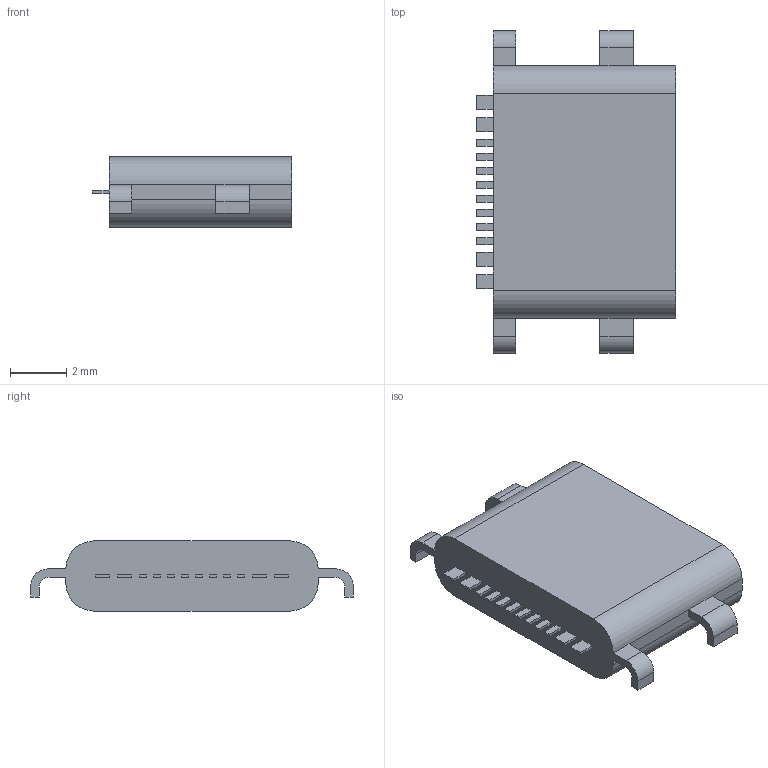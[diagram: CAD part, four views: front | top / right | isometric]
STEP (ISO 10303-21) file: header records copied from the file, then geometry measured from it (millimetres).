
FILE_DESCRIPTION(/* description */ (''),/* implementation_level */ '2;1');
FILE_NAME(/* name */ 'USB-C.stp',/* time_stamp */ '2022-10-30T17:54:21+01:00',/* author */ (''),/* organization */ (''),/* preprocessor_version */ 'ST-DEVELOPER v15.2',/* originating_system */ 'Autodesk Translator Framework v2.0.0.5431',/* authorisation */ '');
FILE_SCHEMA (('AUTOMOTIVE_DESIGN { 1 0 10303 214 3 1 1 }'));
Length unit declared in the file: centimetre
Products named in the file (1): kicad_usbc
Bounding box: 7.1 x 11.5 x 2.5 mm (x, y, z)
Volume: 49.8 mm3; surface area: 405.2 mm2
Topology: 1 solids, 1 shells, 118 faces, 300 edges, 198 vertices
Faces by surface type: plane 100, cylinder 18
Entity records: 3523 total; most frequent: CARTESIAN_POINT 617, ORIENTED_EDGE 600, DIRECTION 574, EDGE_CURVE 300, LINE 264, VECTOR 264, VERTEX_POINT 198, AXIS2_PLACEMENT_3D 155
